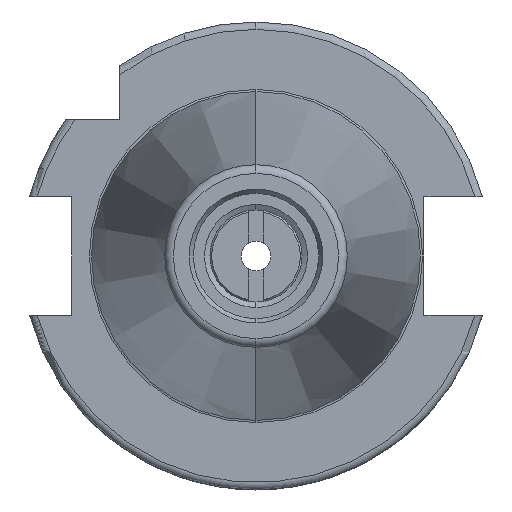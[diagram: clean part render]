
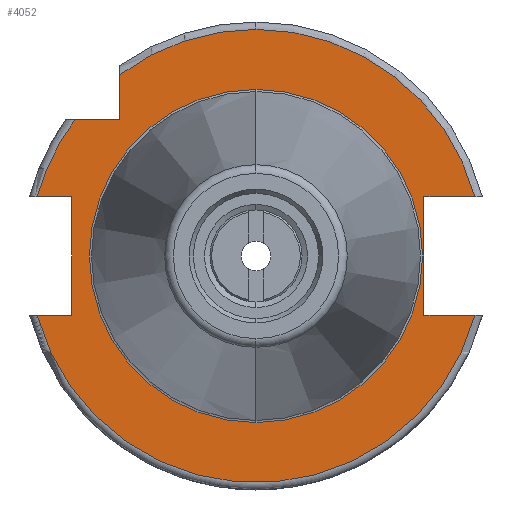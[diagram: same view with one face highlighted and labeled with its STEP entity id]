
A CAD part, left-side view. The second image highlights one B-rep face of the part: STEP entity #4052.
In plain terms, the highlighted planar face has unit normal (-1, 0, 0).
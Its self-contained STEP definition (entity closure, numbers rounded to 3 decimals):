
#15 = CARTESIAN_POINT ( 'NONE',  ( 3.2, 0., 0. ) ) ;
#38 = DIRECTION ( 'NONE',  ( -1., 0., 0. ) ) ;
#120 = DIRECTION ( 'NONE',  ( 0., -1., 0. ) ) ;
#183 = DIRECTION ( 'NONE',  ( 0., -1., 0. ) ) ;
#216 = DIRECTION ( 'NONE',  ( 0., 0., 1. ) ) ;
#466 = CARTESIAN_POINT ( 'NONE',  ( 3.2, 8.05, 0. ) ) ;
#482 = DIRECTION ( 'NONE',  ( 0., -1., 0. ) ) ;
#669 = CARTESIAN_POINT ( 'NONE',  ( 3.2, -22.625, 0. ) ) ;
#672 = CARTESIAN_POINT ( 'NONE',  ( 3.2, 0., 0. ) ) ;
#694 = DIRECTION ( 'NONE',  ( -1., 0., 0. ) ) ;
#708 = DIRECTION ( 'NONE',  ( 0., -1., 0. ) ) ;
#723 = CARTESIAN_POINT ( 'NONE',  ( 3.2, 8.05, -22.8 ) ) ;
#740 = CARTESIAN_POINT ( 'NONE',  ( 3.2, -18.5, 18.5 ) ) ;
#748 = FACE_BOUND ( 'NONE', #4578, .T. ) ;
#795 = FACE_OUTER_BOUND ( 'NONE', #5744, .T. ) ;
#902 = CARTESIAN_POINT ( 'NONE',  ( 3.2, 30.775, -22.8 ) ) ;
#972 = CARTESIAN_POINT ( 'NONE',  ( 3.2, 30.775, 25. ) ) ;
#1019 = CARTESIAN_POINT ( 'NONE',  ( 3.2, 8.05, 0. ) ) ;
#1024 = CARTESIAN_POINT ( 'NONE',  ( 3.2, 8.05, 29.704 ) ) ;
#1049 = DIRECTION ( 'NONE',  ( 0., 0., -1. ) ) ;
#1087 = CARTESIAN_POINT ( 'NONE',  ( 3.2, -8.05, 29.704 ) ) ;
#1196 = CARTESIAN_POINT ( 'NONE',  ( 3.2, -8.05, 0. ) ) ;
#1210 = CARTESIAN_POINT ( 'NONE',  ( 3.2, 8.05, 25. ) ) ;
#1354 = DIRECTION ( 'NONE',  ( 0., -1., 0. ) ) ;
#1442 = DIRECTION ( 'NONE',  ( -1., 0., 0. ) ) ;
#1517 = CARTESIAN_POINT ( 'NONE',  ( 3.2, 0., 0. ) ) ;
#1629 = VERTEX_POINT ( 'NONE', #5705 ) ;
#1637 = AXIS2_PLACEMENT_3D ( 'NONE', #672, #694, #708 ) ;
#1651 = AXIS2_PLACEMENT_3D ( 'NONE', #15, #38, #120 ) ;
#1737 = AXIS2_PLACEMENT_3D ( 'NONE', #2113, #2056, #2141 ) ;
#1741 = AXIS2_PLACEMENT_3D ( 'NONE', #2664, #2704, #2710 ) ;
#1782 = AXIS2_PLACEMENT_3D ( 'NONE', #2161, #2182, #2193 ) ;
#1988 = DIRECTION ( 'NONE',  ( 0., -1., 0. ) ) ;
#2056 = DIRECTION ( 'NONE',  ( -1., 0., 0. ) ) ;
#2113 = CARTESIAN_POINT ( 'NONE',  ( 3.2, 0., 0. ) ) ;
#2141 = DIRECTION ( 'NONE',  ( 0., -1., 0. ) ) ;
#2161 = CARTESIAN_POINT ( 'NONE',  ( 3.2, 0., 0. ) ) ;
#2182 = DIRECTION ( 'NONE',  ( -1., 0., 0. ) ) ;
#2193 = DIRECTION ( 'NONE',  ( 0., -1., 0. ) ) ;
#2251 = AXIS2_PLACEMENT_3D ( 'NONE', #1517, #1442, #1354 ) ;
#2270 = VERTEX_POINT ( 'NONE', #4692 ) ;
#2279 = CARTESIAN_POINT ( 'NONE',  ( 3.2, 22.625, 0. ) ) ;
#2337 = VERTEX_POINT ( 'NONE', #723 ) ;
#2420 = VERTEX_POINT ( 'NONE', #2808 ) ;
#2664 = CARTESIAN_POINT ( 'NONE',  ( 3.2, 0., 0. ) ) ;
#2704 = DIRECTION ( 'NONE',  ( -1., 0., 0. ) ) ;
#2710 = DIRECTION ( 'NONE',  ( 0., -1., 0. ) ) ;
#2808 = CARTESIAN_POINT ( 'NONE',  ( 3.2, -18.5, 24.594 ) ) ;
#2820 = CARTESIAN_POINT ( 'NONE',  ( 3.2, -18.5, 18.5 ) ) ;
#2838 = CARTESIAN_POINT ( 'NONE',  ( 3.2, -8.05, 0. ) ) ;
#2846 = AXIS2_PLACEMENT_3D ( 'NONE', #4412, #3968, #3887 ) ;
#2878 = DIRECTION ( 'NONE',  ( 0., 0., 1. ) ) ;
#3094 = VERTEX_POINT ( 'NONE', #5040 ) ;
#3125 = CARTESIAN_POINT ( 'NONE',  ( 3.2, -18.5, 25.834 ) ) ;
#3133 = DIRECTION ( 'NONE',  ( 0., 0., -1. ) ) ;
#3141 = VERTEX_POINT ( 'NONE', #2279 ) ;
#3385 = VERTEX_POINT ( 'NONE', #740 ) ;
#3448 = VERTEX_POINT ( 'NONE', #1210 ) ;
#3587 = VERTEX_POINT ( 'NONE', #4227 ) ;
#3657 = VECTOR ( 'NONE', #482, 1000. ) ;
#3725 = VERTEX_POINT ( 'NONE', #1087 ) ;
#3752 = LINE ( 'NONE', #902, #3657 ) ;
#3795 = VECTOR ( 'NONE', #1049, 1000. ) ;
#3799 = LINE ( 'NONE', #1019, #3795 ) ;
#3810 = VECTOR ( 'NONE', #216, 1000. ) ;
#3813 = CIRCLE ( 'NONE', #1637, 30.775 ) ;
#3818 = LINE ( 'NONE', #466, #3810 ) ;
#3826 = CARTESIAN_POINT ( 'NONE',  ( 3.2, -8.05, -22.8 ) ) ;
#3862 = VECTOR ( 'NONE', #4250, 1000. ) ;
#3874 = LINE ( 'NONE', #972, #3879 ) ;
#3879 = VECTOR ( 'NONE', #183, 1000. ) ;
#3887 = DIRECTION ( 'NONE',  ( 0., 1., 0. ) ) ;
#3935 = LINE ( 'NONE', #1196, #3862 ) ;
#3941 = VECTOR ( 'NONE', #3133, 1000. ) ;
#3968 = DIRECTION ( 'NONE',  ( 1., 0., 0. ) ) ;
#3998 = CIRCLE ( 'NONE', #1651, 30.775 ) ;
#4009 = VECTOR ( 'NONE', #1988, 1000. ) ;
#4014 = LINE ( 'NONE', #2820, #4009 ) ;
#4019 = LINE ( 'NONE', #3125, #3941 ) ;
#4052 = ADVANCED_FACE ( 'NONE', ( #748, #795 ), #4068, .F. ) ;
#4068 = PLANE ( 'NONE',  #2846 ) ;
#4085 = CIRCLE ( 'NONE', #1737, 30.775 ) ;
#4091 = VECTOR ( 'NONE', #2878, 1000. ) ;
#4102 = LINE ( 'NONE', #2838, #4091 ) ;
#4175 = CIRCLE ( 'NONE', #1741, 22.625 ) ;
#4181 = CIRCLE ( 'NONE', #1782, 30.775 ) ;
#4227 = CARTESIAN_POINT ( 'NONE',  ( 3.2, 8.05, -29.704 ) ) ;
#4250 = DIRECTION ( 'NONE',  ( 0., 0., -1. ) ) ;
#4412 = CARTESIAN_POINT ( 'NONE',  ( 3.2, 30.775, 0. ) ) ;
#4578 = EDGE_LOOP ( 'NONE', ( #5200, #5111 ) ) ;
#4692 = CARTESIAN_POINT ( 'NONE',  ( 3.2, -8.05, -29.704 ) ) ;
#4780 = ORIENTED_EDGE ( 'NONE', *, *, #5391, .T. ) ;
#4782 = ORIENTED_EDGE ( 'NONE', *, *, #5388, .F. ) ;
#4811 = VERTEX_POINT ( 'NONE', #669 ) ;
#4863 = CARTESIAN_POINT ( 'NONE',  ( 3.2, -8.05, 25. ) ) ;
#4974 = EDGE_CURVE ( 'NONE', #3141, #4811, #5647, .T. ) ;
#5022 = ORIENTED_EDGE ( 'NONE', *, *, #5379, .T. ) ;
#5040 = CARTESIAN_POINT ( 'NONE',  ( 3.2, -30.775, 0. ) ) ;
#5111 = ORIENTED_EDGE ( 'NONE', *, *, #4974, .F. ) ;
#5119 = ORIENTED_EDGE ( 'NONE', *, *, #5335, .F. ) ;
#5157 = ORIENTED_EDGE ( 'NONE', *, *, #5365, .F. ) ;
#5174 = ORIENTED_EDGE ( 'NONE', *, *, #5345, .T. ) ;
#5185 = ORIENTED_EDGE ( 'NONE', *, *, #5377, .T. ) ;
#5194 = ORIENTED_EDGE ( 'NONE', *, *, #5319, .T. ) ;
#5200 = ORIENTED_EDGE ( 'NONE', *, *, #5299, .F. ) ;
#5205 = ORIENTED_EDGE ( 'NONE', *, *, #5278, .T. ) ;
#5213 = ORIENTED_EDGE ( 'NONE', *, *, #5321, .F. ) ;
#5276 = ORIENTED_EDGE ( 'NONE', *, *, #5306, .F. ) ;
#5278 = EDGE_CURVE ( 'NONE', #2270, #3094, #4181, .T. ) ;
#5299 = EDGE_CURVE ( 'NONE', #4811, #3141, #4175, .T. ) ;
#5306 = EDGE_CURVE ( 'NONE', #2270, #5450, #4102, .T. ) ;
#5319 = EDGE_CURVE ( 'NONE', #3094, #1629, #4085, .T. ) ;
#5321 = EDGE_CURVE ( 'NONE', #3385, #1629, #4014, .T. ) ;
#5335 = EDGE_CURVE ( 'NONE', #2420, #3385, #4019, .T. ) ;
#5345 = EDGE_CURVE ( 'NONE', #2420, #3725, #3998, .T. ) ;
#5355 = EDGE_CURVE ( 'NONE', #3725, #5889, #3935, .T. ) ;
#5365 = EDGE_CURVE ( 'NONE', #3448, #5889, #3874, .T. ) ;
#5377 = EDGE_CURVE ( 'NONE', #3448, #5771, #3818, .T. ) ;
#5379 = EDGE_CURVE ( 'NONE', #5771, #3587, #3813, .T. ) ;
#5388 = EDGE_CURVE ( 'NONE', #2337, #3587, #3799, .T. ) ;
#5391 = EDGE_CURVE ( 'NONE', #2337, #5450, #3752, .T. ) ;
#5450 = VERTEX_POINT ( 'NONE', #3826 ) ;
#5647 = CIRCLE ( 'NONE', #2251, 22.625 ) ;
#5648 = ORIENTED_EDGE ( 'NONE', *, *, #5355, .T. ) ;
#5705 = CARTESIAN_POINT ( 'NONE',  ( 3.2, -24.594, 18.5 ) ) ;
#5744 = EDGE_LOOP ( 'NONE', ( #5276, #5205, #5194, #5213, #5119, #5174, #5648, #5157, #5185, #5022, #4782, #4780 ) ) ;
#5771 = VERTEX_POINT ( 'NONE', #1024 ) ;
#5889 = VERTEX_POINT ( 'NONE', #4863 ) ;
